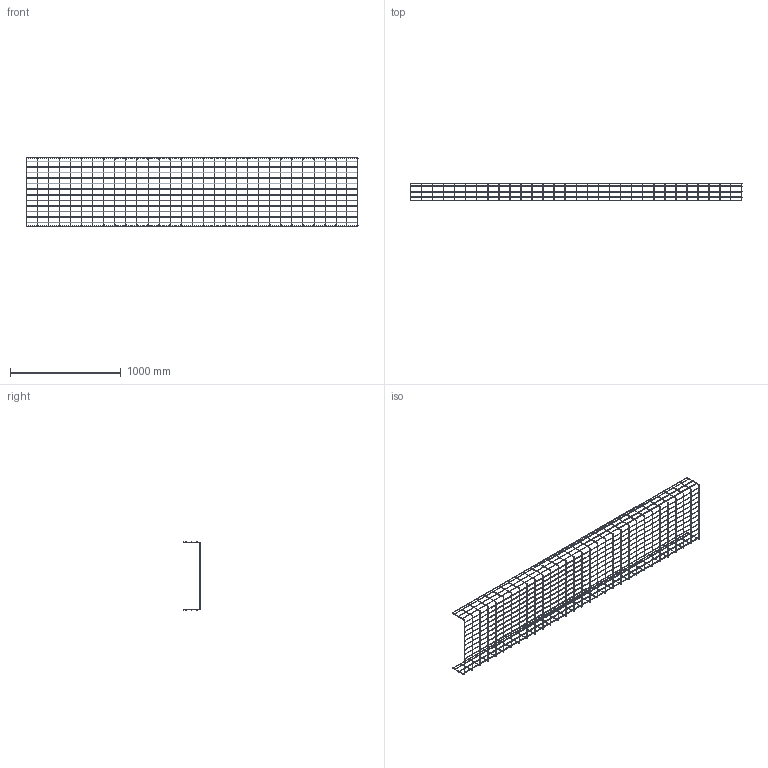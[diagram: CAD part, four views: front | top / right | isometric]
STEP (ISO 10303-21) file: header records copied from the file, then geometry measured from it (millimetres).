
FILE_DESCRIPTION (( 'STEP AP214' ), '1' );
FILE_NAME ('LCM15600-BLK_3D.step', '2024-04-19T22:05:18', ( '' ), ( '' ), 'SwSTEP 2.0', 'SolidWorks 2022', '' );
FILE_SCHEMA (( 'AUTOMOTIVE_DESIGN' ));
Length unit declared in the file: millimetre
Products named in the file (1): LCM15600-BLK_3D
Bounding box: 3000 x 159.99 x 620 mm (x, y, z)
Volume: 1727289.3 mm3; surface area: 1383974 mm2
Topology: 51 solids, 51 shells, 452 faces, 802 edges, 452 vertices
Faces by surface type: cylinder 226, torus 124, plane 102
Entity records: 11198 total; most frequent: CARTESIAN_POINT 2319, DIRECTION 1876, ORIENTED_EDGE 1604, AXIS2_PLACEMENT_3D 825, EDGE_CURVE 802, VERTEX_POINT 452, EDGE_LOOP 452, FACE_OUTER_BOUND 452
